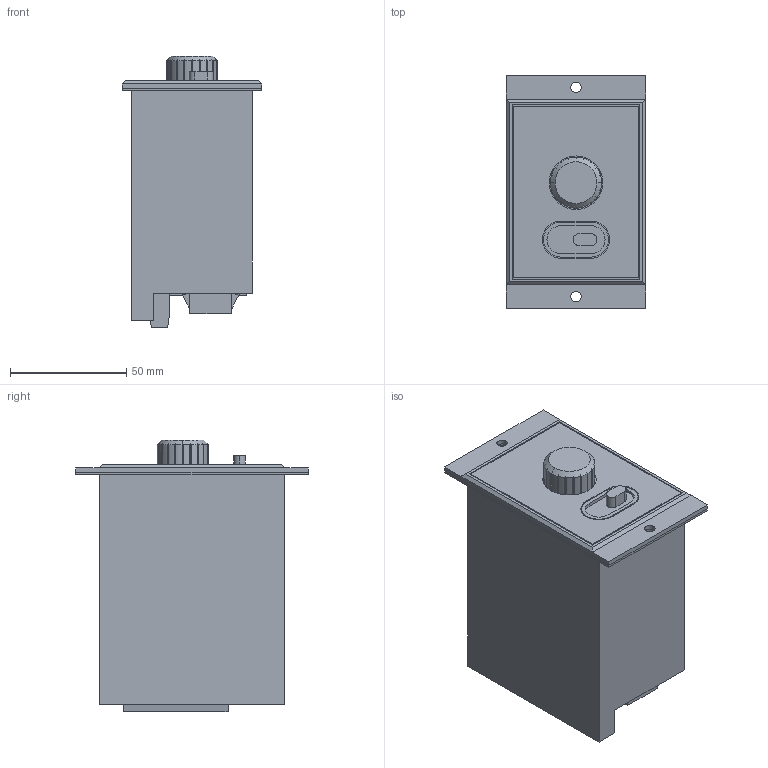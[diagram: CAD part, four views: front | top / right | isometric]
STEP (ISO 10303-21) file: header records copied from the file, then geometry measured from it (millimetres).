
FILE_DESCRIPTION (( 'STEP AP203' ), '1' );
FILE_NAME ('US〖〖〖-〖〖(5F1〖〖00000Z0).STEP', '2017-11-17T07:14:30', ( '' ), ( '' ), 'SwSTEP 2.0', 'SolidWorks 2010', '' );
FILE_SCHEMA (( 'CONFIG_CONTROL_DESIGN' ));
Length unit declared in the file: millimetre
Products named in the file (1): US〖〖〖-〖〖(5F1〖〖00000Z0)
Bounding box: 60 x 100 x 117 mm (x, y, z)
Volume: 403570.2 mm3; surface area: 47761 mm2
Topology: 2 solids, 2 shells, 497 faces, 1318 edges, 874 vertices
Faces by surface type: plane 384, bspline 71, cylinder 40, cone 2
Entity records: 22549 total; most frequent: CARTESIAN_POINT 10499, ORIENTED_EDGE 2636, DIRECTION 2152, EDGE_CURVE 1318, LINE 974, VECTOR 974, VERTEX_POINT 874, AXIS2_PLACEMENT_3D 589
